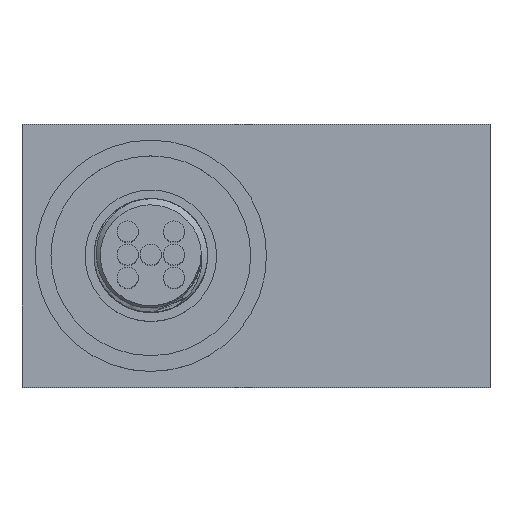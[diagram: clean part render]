
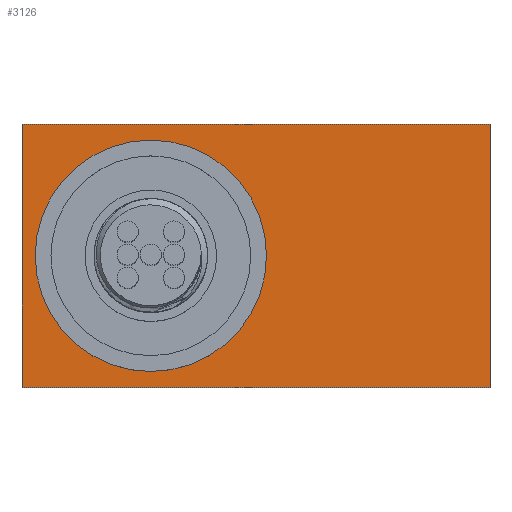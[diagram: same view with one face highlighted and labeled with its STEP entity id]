
A CAD part, top view. The second image highlights one B-rep face of the part: STEP entity #3126.
In plain terms, the highlighted planar face has unit normal (0, 0, 1).
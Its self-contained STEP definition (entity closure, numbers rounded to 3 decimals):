
#237=LINE($,#8928,#474);
#241=LINE($,#8986,#478);
#242=LINE($,#8988,#479);
#243=LINE($,#8989,#480);
#474=VECTOR($,#3725,25.);
#478=VECTOR($,#3803,44.5);
#479=VECTOR($,#3804,25.);
#480=VECTOR($,#3805,44.5);
#557=FACE_BOUND($,#1069,.T.);
#597=CIRCLE($,#3276,11.);
#680=PLANE($,#3278);
#849=FACE_OUTER_BOUND($,#1068,.T.);
#1068=EDGE_LOOP($,(#2714,#2715,#2716,#2717));
#1069=EDGE_LOOP($,(#2718));
#1478=VERTEX_POINT($,#8926);
#1479=VERTEX_POINT($,#8927);
#1495=VERTEX_POINT($,#8981);
#1496=VERTEX_POINT($,#8985);
#1497=VERTEX_POINT($,#8987);
#1888=EDGE_CURVE($,#1478,#1479,#237,.T.);
#1905=EDGE_CURVE($,#1495,#1495,#597,.T.);
#1906=EDGE_CURVE($,#1496,#1478,#241,.T.);
#1907=EDGE_CURVE($,#1497,#1496,#242,.T.);
#1908=EDGE_CURVE($,#1479,#1497,#243,.T.);
#2714=ORIENTED_EDGE($,*,*,#1888,.F.);
#2715=ORIENTED_EDGE($,*,*,#1906,.F.);
#2716=ORIENTED_EDGE($,*,*,#1907,.F.);
#2717=ORIENTED_EDGE($,*,*,#1908,.F.);
#2718=ORIENTED_EDGE($,*,*,#1905,.T.);
#3126=ADVANCED_FACE($,(#849,#557),#680,.T.);
#3276=AXIS2_PLACEMENT_3D($,#8982,#3797,#3798);
#3278=AXIS2_PLACEMENT_3D($,#8984,#3801,#3802);
#3725=DIRECTION($,(0.,-1.,0.));
#3797=DIRECTION('center_axis',(0.,0.,-1.));
#3798=DIRECTION('ref_axis',(-1.,0.,0.));
#3801=DIRECTION('center_axis',(0.,0.,1.));
#3802=DIRECTION('ref_axis',(1.,0.,0.));
#3803=DIRECTION($,(1.,0.,0.));
#3804=DIRECTION($,(0.,1.,0.));
#3805=DIRECTION($,(-1.,0.,0.));
#8926=CARTESIAN_POINT('',(22.25,12.5,19.));
#8927=CARTESIAN_POINT('',(22.25,-12.5,19.));
#8928=CARTESIAN_POINT($,(22.25,12.5,19.));
#8981=CARTESIAN_POINT('',(1.,0.,19.));
#8982=CARTESIAN_POINT('Origin',(-10.,0.,19.));
#8984=CARTESIAN_POINT('Origin',(0.,0.,19.));
#8985=CARTESIAN_POINT('',(-22.25,12.5,19.));
#8986=CARTESIAN_POINT($,(-22.25,12.5,19.));
#8987=CARTESIAN_POINT('',(-22.25,-12.5,19.));
#8988=CARTESIAN_POINT($,(-22.25,-12.5,19.));
#8989=CARTESIAN_POINT($,(22.25,-12.5,19.));
